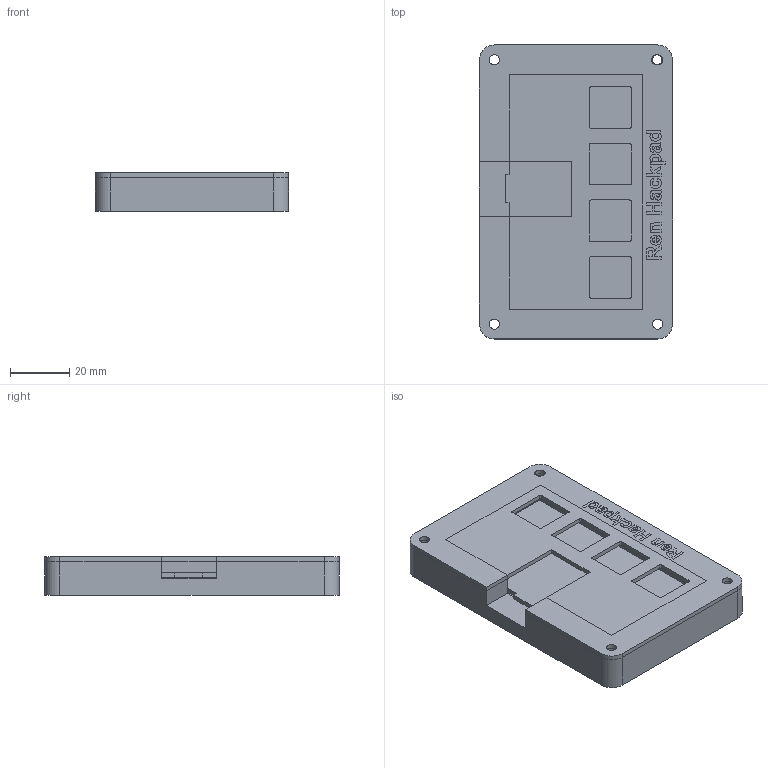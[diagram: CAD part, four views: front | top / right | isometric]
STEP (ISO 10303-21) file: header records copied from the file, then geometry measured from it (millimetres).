
FILE_DESCRIPTION(/* description */ (''),/* implementation_level */ '2;1');
FILE_NAME(/* name */ 'Hackpad_Full.step',/* time_stamp */ '2026-01-01T22:34:32-05:00',/* author */ (''),/* organization */ (''),/* preprocessor_version */ 'ST-DEVELOPER v20.1',/* originating_system */ 'Autodesk Translation Framework v14.21.0.0',/* authorisation */ '');
FILE_SCHEMA (('AUTOMOTIVE_DESIGN { 1 0 10303 214 3 1 1 }'));
Length unit declared in the file: millimetre
Products named in the file (5): 2026-01-01-22-10-49-659; 2025-12-31-22-26-17-345; 2025-12-31-22-27-19-778; 2025-12-31-23-26-44-600; 2026-01-01-04-26-39-057
Assembly tree (4 placements, depth 3):
  2026-01-01-22-10-49-659
    2025-12-31-22-26-17-345
      2025-12-31-22-27-19-778
    2025-12-31-23-26-44-600
      2026-01-01-04-26-39-057
Bounding box: 65 x 99 x 13 mm (x, y, z)
Volume: 58527.4 mm3; surface area: 38347.9 mm2
Topology: 9 solids, 9 shells, 318 faces, 888 edges, 592 vertices
Faces by surface type: bspline 148, plane 134, cylinder 36
Full cylindrical faces by diameter (mm): 3.4 x8, 6 x4
Entity records: 12035 total; most frequent: CARTESIAN_POINT 4606, ORIENTED_EDGE 1776, DIRECTION 1022, EDGE_CURVE 888, VERTEX_POINT 592, LINE 520, VECTOR 520, EDGE_LOOP 366
